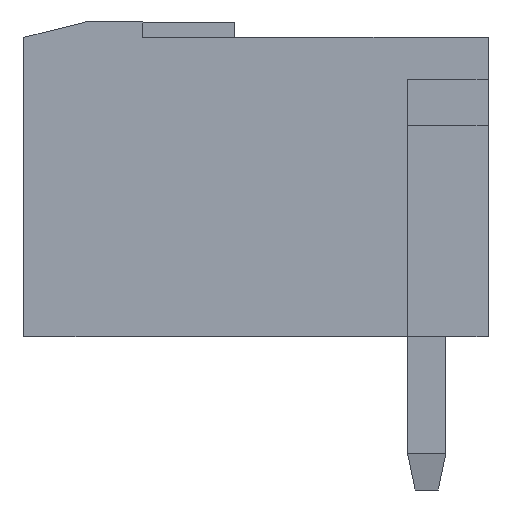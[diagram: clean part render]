
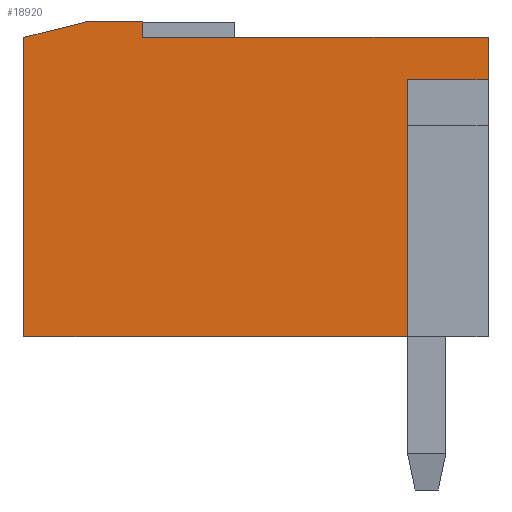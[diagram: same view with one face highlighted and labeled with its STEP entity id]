
A CAD part, left-side view. The second image highlights one B-rep face of the part: STEP entity #18920.
In plain terms, the highlighted planar face has unit normal (-1, 0, 0).
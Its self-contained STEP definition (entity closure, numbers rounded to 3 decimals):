
#469 = CARTESIAN_POINT ( 'NONE',  ( 0., 9., 8.2 ) ) ;
#476 = CARTESIAN_POINT ( 'NONE',  ( 0., 2.1, 0. ) ) ;
#1326 = DIRECTION ( 'NONE',  ( 0., 0., 1. ) ) ;
#1649 = VERTEX_POINT ( 'NONE', #1842 ) ;
#1842 = CARTESIAN_POINT ( 'NONE',  ( 0., 12.1, 7.8 ) ) ;
#1934 = ORIENTED_EDGE ( 'NONE', *, *, #26518, .T. ) ;
#2125 = ORIENTED_EDGE ( 'NONE', *, *, #19569, .F. ) ;
#2473 = DIRECTION ( 'NONE',  ( 0., -1., 0. ) ) ;
#2900 = EDGE_CURVE ( 'NONE', #19459, #10681, #16110, .T. ) ;
#3192 = DIRECTION ( 'NONE',  ( 0., 1., 0. ) ) ;
#3309 = DIRECTION ( 'NONE',  ( 0., -1., 0. ) ) ;
#3413 = DIRECTION ( 'NONE',  ( 0., 0., 1. ) ) ;
#3509 = CARTESIAN_POINT ( 'NONE',  ( 0., 12.1, 7.8 ) ) ;
#4316 = VECTOR ( 'NONE', #25682, 1000. ) ;
#4442 = ORIENTED_EDGE ( 'NONE', *, *, #20122, .T. ) ;
#5380 = VERTEX_POINT ( 'NONE', #13759 ) ;
#5390 = VECTOR ( 'NONE', #7571, 1000. ) ;
#5744 = CARTESIAN_POINT ( 'NONE',  ( 0., 2.1, 6.7 ) ) ;
#6320 = DIRECTION ( 'NONE',  ( 1., 0., 0. ) ) ;
#6573 = EDGE_CURVE ( 'NONE', #22536, #13134, #26446, .T. ) ;
#7571 = DIRECTION ( 'NONE',  ( 0., 0., 1. ) ) ;
#7623 = LINE ( 'NONE', #24796, #10478 ) ;
#7747 = CARTESIAN_POINT ( 'NONE',  ( 0., 9., 7.8 ) ) ;
#7833 = AXIS2_PLACEMENT_3D ( 'NONE', #24888, #6320, #25163 ) ;
#8771 = LINE ( 'NONE', #469, #4316 ) ;
#8977 = ORIENTED_EDGE ( 'NONE', *, *, #22888, .F. ) ;
#9139 = EDGE_CURVE ( 'NONE', #13134, #19459, #15676, .T. ) ;
#9457 = CARTESIAN_POINT ( 'NONE',  ( 0., 9., 7.8 ) ) ;
#9809 = CARTESIAN_POINT ( 'NONE',  ( 0., 10.5, 8.2 ) ) ;
#10171 = EDGE_CURVE ( 'NONE', #11525, #1649, #26250, .T. ) ;
#10478 = VECTOR ( 'NONE', #22878, 1000. ) ;
#10681 = VERTEX_POINT ( 'NONE', #9457 ) ;
#10930 = CARTESIAN_POINT ( 'NONE',  ( 0., 12.1, 0. ) ) ;
#11509 = ORIENTED_EDGE ( 'NONE', *, *, #17319, .T. ) ;
#11525 = VERTEX_POINT ( 'NONE', #9809 ) ;
#11935 = VECTOR ( 'NONE', #3309, 1000. ) ;
#13134 = VERTEX_POINT ( 'NONE', #27295 ) ;
#13252 = ORIENTED_EDGE ( 'NONE', *, *, #10171, .T. ) ;
#13618 = EDGE_LOOP ( 'NONE', ( #13252, #2125, #11509, #1934, #22916, #20528, #22869, #4442, #8977 ) ) ;
#13759 = CARTESIAN_POINT ( 'NONE',  ( 0., 9., 8.2 ) ) ;
#14482 = VERTEX_POINT ( 'NONE', #476 ) ;
#15056 = VECTOR ( 'NONE', #1326, 1000. ) ;
#15676 = LINE ( 'NONE', #26544, #5390 ) ;
#16110 = LINE ( 'NONE', #7747, #26486 ) ;
#16198 = CARTESIAN_POINT ( 'NONE',  ( 0., 12.1, 8.2 ) ) ;
#16317 = VECTOR ( 'NONE', #3413, 1000. ) ;
#16941 = LINE ( 'NONE', #10930, #22854 ) ;
#17319 = EDGE_CURVE ( 'NONE', #26497, #14482, #16941, .T. ) ;
#18920 = ADVANCED_FACE ( 'NONE', ( #22692 ), #25296, .F. ) ;
#19459 = VERTEX_POINT ( 'NONE', #24612 ) ;
#19569 = EDGE_CURVE ( 'NONE', #26497, #1649, #22175, .T. ) ;
#20122 = EDGE_CURVE ( 'NONE', #10681, #5380, #8771, .T. ) ;
#20528 = ORIENTED_EDGE ( 'NONE', *, *, #9139, .T. ) ;
#20593 = CARTESIAN_POINT ( 'NONE',  ( 0., 2.1, 6.7 ) ) ;
#22175 = LINE ( 'NONE', #16198, #16317 ) ;
#22340 = CARTESIAN_POINT ( 'NONE',  ( 0., 0., 6.7 ) ) ;
#22536 = VERTEX_POINT ( 'NONE', #5744 ) ;
#22549 = LINE ( 'NONE', #20593, #15056 ) ;
#22692 = FACE_OUTER_BOUND ( 'NONE', #13618, .T. ) ;
#22854 = VECTOR ( 'NONE', #2473, 1000. ) ;
#22869 = ORIENTED_EDGE ( 'NONE', *, *, #2900, .T. ) ;
#22878 = DIRECTION ( 'NONE',  ( 0., -1., 0. ) ) ;
#22888 = EDGE_CURVE ( 'NONE', #11525, #5380, #7623, .T. ) ;
#22916 = ORIENTED_EDGE ( 'NONE', *, *, #6573, .T. ) ;
#24345 = CARTESIAN_POINT ( 'NONE',  ( 0., 12.1, 0. ) ) ;
#24416 = VECTOR ( 'NONE', #26650, 1000. ) ;
#24612 = CARTESIAN_POINT ( 'NONE',  ( 0., 0., 7.8 ) ) ;
#24796 = CARTESIAN_POINT ( 'NONE',  ( 0., 12.1, 8.2 ) ) ;
#24888 = CARTESIAN_POINT ( 'NONE',  ( 0., 12.1, 8.2 ) ) ;
#25163 = DIRECTION ( 'NONE',  ( 0., 0., -1. ) ) ;
#25296 = PLANE ( 'NONE',  #7833 ) ;
#25682 = DIRECTION ( 'NONE',  ( 0., 0., 1. ) ) ;
#26250 = LINE ( 'NONE', #3509, #24416 ) ;
#26446 = LINE ( 'NONE', #22340, #11935 ) ;
#26486 = VECTOR ( 'NONE', #3192, 1000. ) ;
#26497 = VERTEX_POINT ( 'NONE', #24345 ) ;
#26518 = EDGE_CURVE ( 'NONE', #14482, #22536, #22549, .T. ) ;
#26544 = CARTESIAN_POINT ( 'NONE',  ( 0., 0., 8.2 ) ) ;
#26650 = DIRECTION ( 'NONE',  ( 0., 0.97, -0.243 ) ) ;
#27295 = CARTESIAN_POINT ( 'NONE',  ( 0., 0., 6.7 ) ) ;
